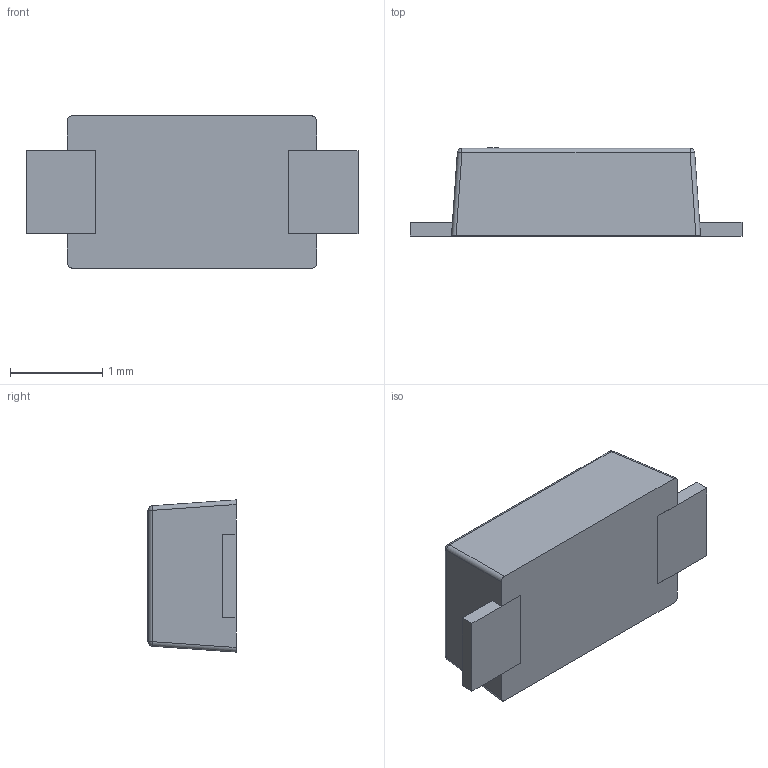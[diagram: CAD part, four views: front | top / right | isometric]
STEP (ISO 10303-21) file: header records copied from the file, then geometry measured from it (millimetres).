
FILE_DESCRIPTION (( 'STEP AP214' ), '1' );
FILE_NAME ('NRVB120VLSFT1G.STEP', '2021-05-11T18:57:53', ( '' ), ( '' ), 'SwSTEP 2.0', 'SolidWorks 2020', '' );
FILE_SCHEMA (( 'AUTOMOTIVE_DESIGN' ));
Length unit declared in the file: millimetre
Products named in the file (1): NRVB120VLSFT1G
Bounding box: 3.6 x 0.96 x 1.65 mm (x, y, z)
Volume: 4.1 mm3; surface area: 18.1 mm2
Topology: 1 solids, 1 shells, 36 faces, 90 edges, 52 vertices
Faces by surface type: plane 24, cylinder 8, sphere 4
Entity records: 1444 total; most frequent: CARTESIAN_POINT 187, ORIENTED_EDGE 172, DIRECTION 168, EDGE_CURVE 86, VECTOR 70, LINE 70, VERTEX_POINT 52, AXIS2_PLACEMENT_3D 49
